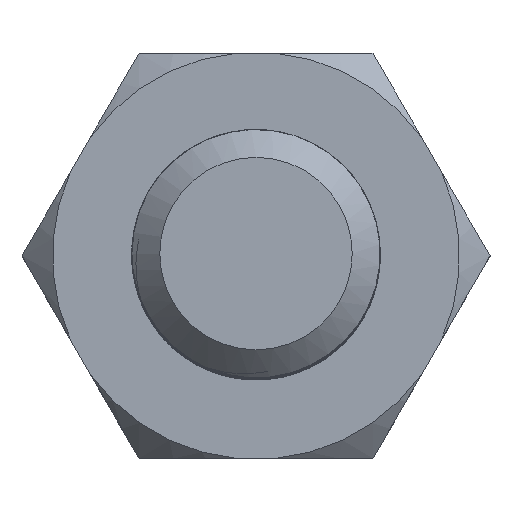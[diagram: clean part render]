
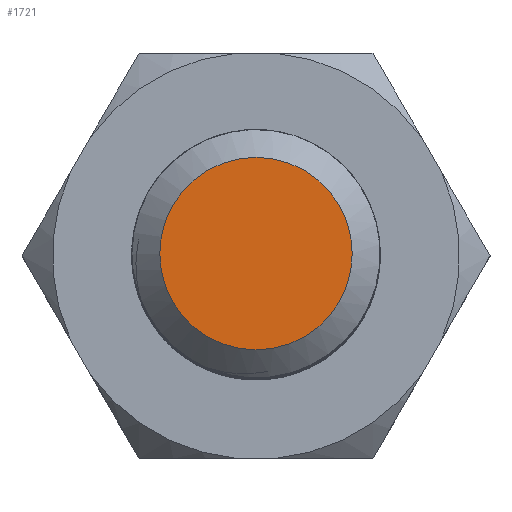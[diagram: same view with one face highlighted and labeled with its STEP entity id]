
A CAD part, top view. The second image highlights one B-rep face of the part: STEP entity #1721.
In plain terms, the highlighted planar face has unit normal (0, 0, 1).
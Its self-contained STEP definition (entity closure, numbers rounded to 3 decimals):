
#66=PLANE('',#1851);
#88=CIRCLE('',#1850,1.9);
#183=FACE_OUTER_BOUND('',#280,.T.);
#280=EDGE_LOOP('',(#1525));
#762=VERTEX_POINT('',#6596);
#1025=EDGE_CURVE('',#762,#762,#88,.T.);
#1525=ORIENTED_EDGE('',*,*,#1025,.F.);
#1721=ADVANCED_FACE('',(#183),#66,.T.);
#1850=AXIS2_PLACEMENT_3D('',#6597,#2169,#2170);
#1851=AXIS2_PLACEMENT_3D('',#6599,#2172,#2173);
#2169=DIRECTION('center_axis',(0.,0.,-1.));
#2170=DIRECTION('ref_axis',(1.,0.,0.));
#2172=DIRECTION('center_axis',(0.,0.,1.));
#2173=DIRECTION('ref_axis',(1.,0.,0.));
#6596=CARTESIAN_POINT('',(-1.9,0.,29.));
#6597=CARTESIAN_POINT('Origin',(0.,0.,29.));
#6599=CARTESIAN_POINT('Origin',(0.,0.,29.));
